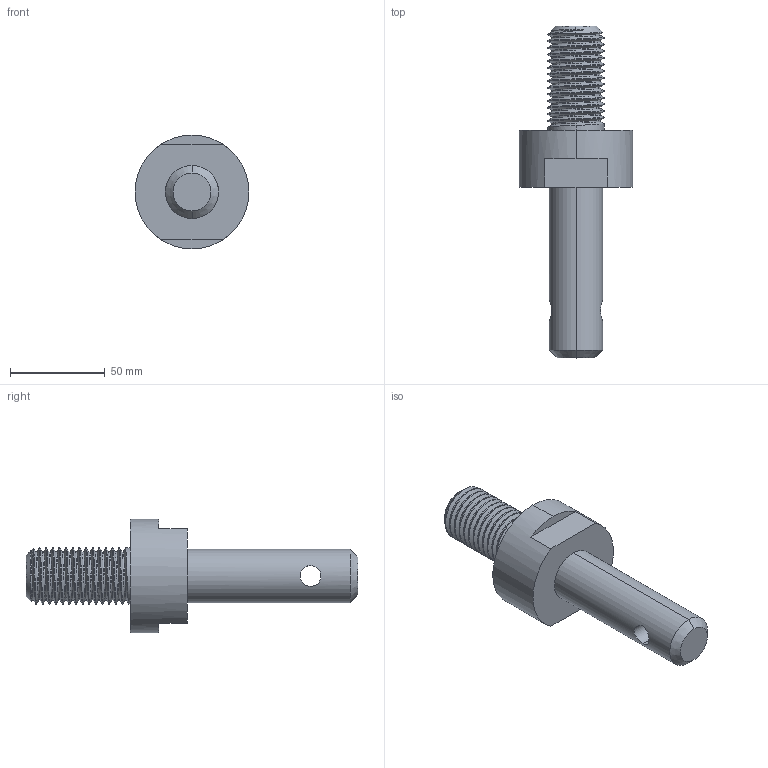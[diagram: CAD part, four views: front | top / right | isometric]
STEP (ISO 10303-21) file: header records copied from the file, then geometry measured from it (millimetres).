
FILE_DESCRIPTION (( 'STEP AP214' ), '1' );
FILE_NAME ('AxeMasseM30x50x3.5-28_V2.STEP', '2024-11-14T21:26:33', ( '' ), ( '' ), 'SwSTEP 2.0', 'SolidWorks 2022', '' );
FILE_SCHEMA (( 'AUTOMOTIVE_DESIGN' ));
Length unit declared in the file: millimetre
Products named in the file (1): AxeMasseM30x50x3.5-28_V2
Bounding box: 60 x 175 x 60 mm (x, y, z)
Volume: 166099.5 mm3; surface area: 26922.5 mm2
Topology: 1 solids, 1 shells, 53 faces, 143 edges, 94 vertices
Faces by surface type: cylinder 36, plane 9, cone 5, bspline 3
Entity records: 5425 total; most frequent: CARTESIAN_POINT 4256, ORIENTED_EDGE 286, DIRECTION 189, EDGE_CURVE 143, VERTEX_POINT 94, AXIS2_PLACEMENT_3D 70, EDGE_LOOP 57, ADVANCED_FACE 53
